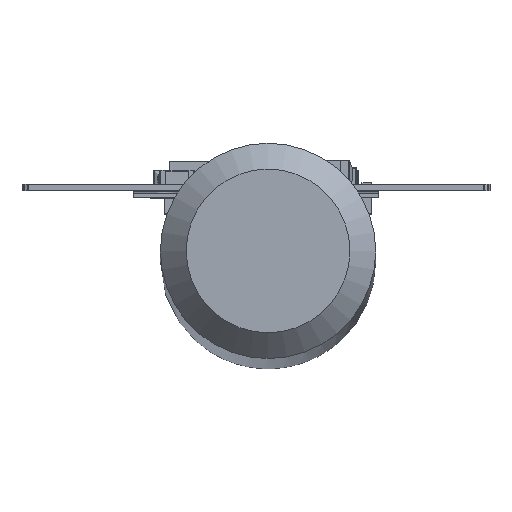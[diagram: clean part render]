
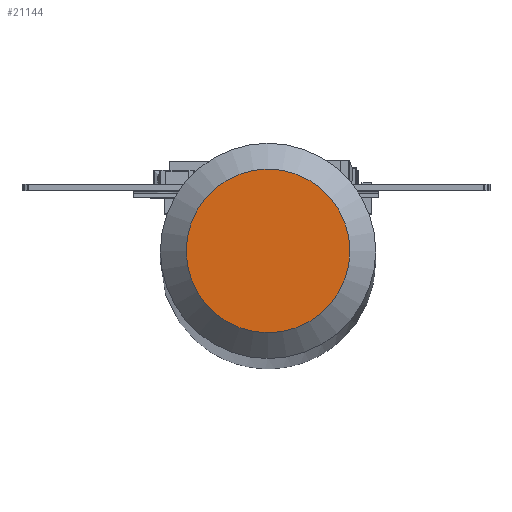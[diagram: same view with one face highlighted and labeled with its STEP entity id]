
A CAD part, top view. The second image highlights one B-rep face of the part: STEP entity #21144.
In plain terms, the highlighted planar face has unit normal (0, 0, 1).
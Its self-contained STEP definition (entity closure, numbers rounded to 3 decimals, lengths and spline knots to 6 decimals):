
#1752=CIRCLE('',#22997,0.095);
#3067=FACE_OUTER_BOUND('',#4618,.T.);
#4618=EDGE_LOOP('',(#14284));
#9241=VERTEX_POINT('',#32557);
#11055=EDGE_CURVE('',#9241,#9241,#1752,.T.);
#14284=ORIENTED_EDGE('',*,*,#11055,.F.);
#20627=PLANE('',#22998);
#21144=ADVANCED_FACE('',(#3067),#20627,.T.);
#22997=AXIS2_PLACEMENT_3D('',#32558,#25715,#25716);
#22998=AXIS2_PLACEMENT_3D('',#32560,#25718,#25719);
#25715=DIRECTION('center_axis',(0.,0.,-1.));
#25716=DIRECTION('ref_axis',(-1.,0.,0.));
#25718=DIRECTION('center_axis',(0.,0.,1.));
#25719=DIRECTION('ref_axis',(1.,0.,0.));
#32557=CARTESIAN_POINT('',(0.095,0.,7.));
#32558=CARTESIAN_POINT('Origin',(0.,0.,7.));
#32560=CARTESIAN_POINT('Origin',(0.,0.,
7.));
